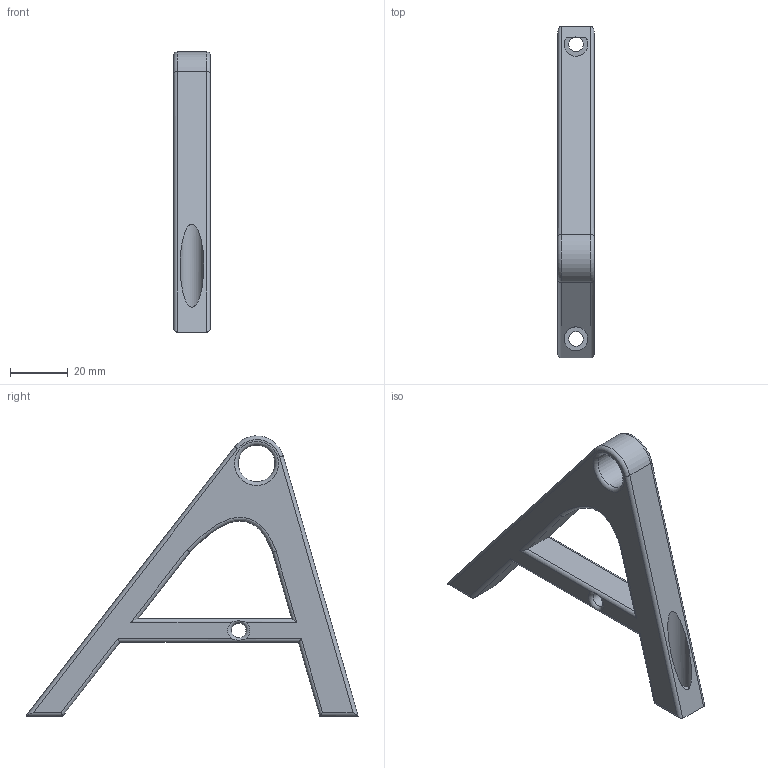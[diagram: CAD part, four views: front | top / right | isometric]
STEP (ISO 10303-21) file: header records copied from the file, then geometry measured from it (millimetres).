
FILE_DESCRIPTION(/* description */ ('STEP AP242','CAx-IF Rec.Pracs.---Representation and Presentation of Product Manufacturing Information (PMI)---4.0---2014-10-13','CAx-IF Rec.Pracs.---3D Tessellated Geometry---0.4---2014-09-14','2;1'),/* implementation_level */ '2;1');
FILE_NAME(/* name */ '66956d5cd3e73f42a16af55c',/* time_stamp */ '2024-07-15T18:41:38Z',/* author */ (''),/* organization */ (''),/* preprocessor_version */ 'ST-DEVELOPER v20',/* originating_system */ ' ',/* authorisation */ ' ');
FILE_SCHEMA (('AP242_MANAGED_MODEL_BASED_3D_ENGINEERING_MIM_LF { 1 0 10303 442 1 1 4 }'));
Length unit declared in the file: metre
Products named in the file (1): Part 11
Bounding box: 12.7 x 114.82 x 96.86 mm (x, y, z)
Volume: 35215.3 mm3; surface area: 13005.7 mm2
Topology: 1 solids, 1 shells, 50 faces, 127 edges, 76 vertices
Faces by surface type: cylinder 27, plane 14, torus 6, bspline 3
Full cylindrical faces by diameter (mm): 5.08 x3, 8.255 x1, 12.7 x1
Entity records: 1578 total; most frequent: CARTESIAN_POINT 410, DIRECTION 240, ORIENTED_EDGE 226, EDGE_CURVE 113, AXIS2_PLACEMENT_3D 91, VERTEX_POINT 71, EDGE_LOOP 66, FACE_BOUND 66
